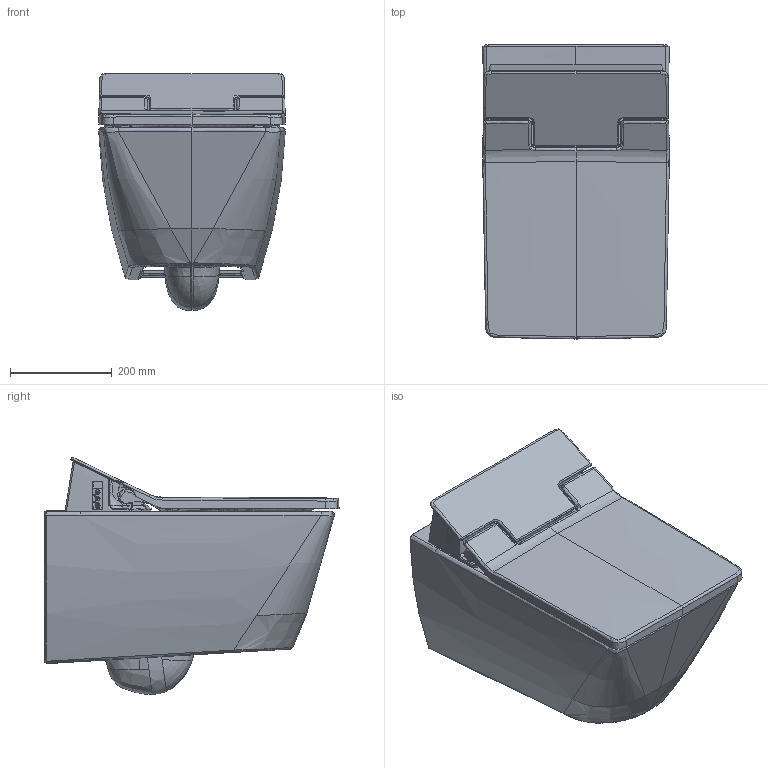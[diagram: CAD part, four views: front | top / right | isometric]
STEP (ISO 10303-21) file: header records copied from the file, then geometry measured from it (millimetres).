
FILE_DESCRIPTION(/* description */ (''),/* implementation_level */ '2;1');
FILE_NAME(/* name */ '251159',/* time_stamp */ '2019-02-14T13:43:59+01:00',/* author */ (''),/* organization */ (''),/* preprocessor_version */ 'ST-DEVELOPER v15',/* originating_system */ '',/* authorisation */ '');
FILE_SCHEMA (('AUTOMOTIVE_DESIGN'));
Products named in the file (1): Document
Bounding box: 367.53 x 579.18 x 466.81 mm (x, y, z)
Volume: 1831953.8 mm3; surface area: 2109924.9 mm2
Topology: 16 solids, 21 shells, 3097 faces, 11112 edges, 8044 vertices
Faces by surface type: bspline 3097
Entity records: 539217 total; most frequent: CARTESIAN_POINT 400908, B_SPLINE_CURVE_WITH_KNOTS 30629, ORIENTED_EDGE 21870, PCURVE 21870, DEFINITIONAL_REPRESENTATION 21870, SURFACE_CURVE 11033, EDGE_CURVE 11033, VERTEX_POINT 8042
